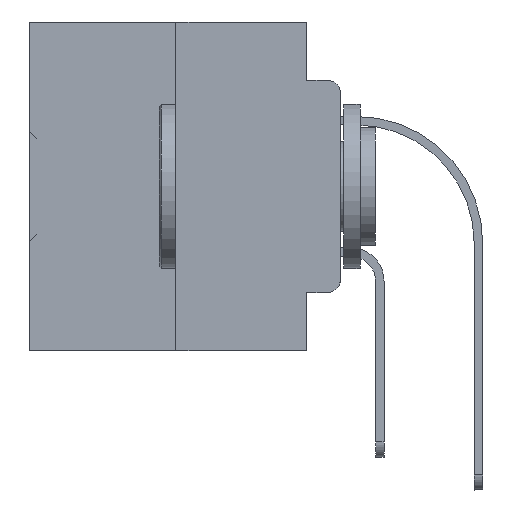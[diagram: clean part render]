
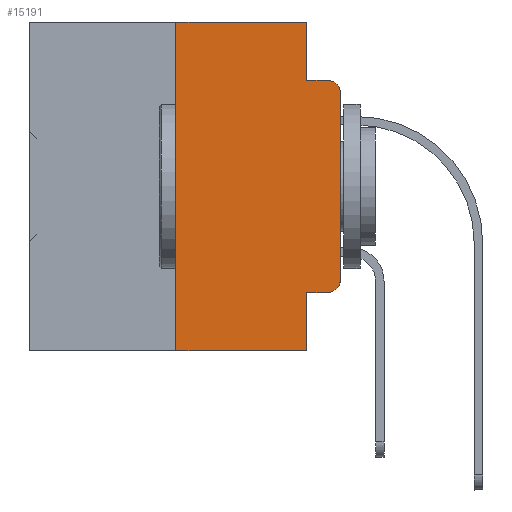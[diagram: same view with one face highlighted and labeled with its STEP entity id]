
A CAD part, left-side view. The second image highlights one B-rep face of the part: STEP entity #15191.
In plain terms, the highlighted planar face has unit normal (-1, 0, 0).
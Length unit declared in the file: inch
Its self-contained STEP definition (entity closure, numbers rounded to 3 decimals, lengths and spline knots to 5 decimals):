
#301 = AXIS2_PLACEMENT_3D ( 'NONE', #23987, #40151, #11396 ) ;
#834 = DIRECTION ( 'NONE',  ( 0., -1., 0. ) ) ;
#1054 = LINE ( 'NONE', #4179, #39560 ) ;
#1259 = ORIENTED_EDGE ( 'NONE', *, *, #37620, .F. ) ;
#1816 = DIRECTION ( 'NONE',  ( 0., -1., 0. ) ) ;
#1962 = VERTEX_POINT ( 'NONE', #30912 ) ;
#2446 = EDGE_CURVE ( 'NONE', #29873, #31225, #35023, .T. ) ;
#3890 = VERTEX_POINT ( 'NONE', #24613 ) ;
#3986 = EDGE_CURVE ( 'NONE', #18018, #3890, #39289, .T. ) ;
#4013 = VECTOR ( 'NONE', #9008, 39.37008 ) ;
#4179 = CARTESIAN_POINT ( 'NONE',  ( 0., 0.473, -0.5 ) ) ;
#4877 = DIRECTION ( 'NONE',  ( 0., 0., -1. ) ) ;
#5203 = CARTESIAN_POINT ( 'NONE',  ( 0., 0., -0.3915 ) ) ;
#5286 = VECTOR ( 'NONE', #23518, 39.37008 ) ;
#6264 = CARTESIAN_POINT ( 'NONE',  ( 0., 0.051, -0.4115 ) ) ;
#6413 = VERTEX_POINT ( 'NONE', #10868 ) ;
#6660 = ORIENTED_EDGE ( 'NONE', *, *, #7180, .F. ) ;
#7180 = EDGE_CURVE ( 'NONE', #21824, #21568, #20148, .T. ) ;
#7486 = LINE ( 'NONE', #36635, #14753 ) ;
#7774 = CARTESIAN_POINT ( 'NONE',  ( 0., 0.051, -0.5 ) ) ;
#8010 = VECTOR ( 'NONE', #21367, 39.37008 ) ;
#8385 = EDGE_CURVE ( 'NONE', #21824, #29873, #7486, .T. ) ;
#9008 = DIRECTION ( 'NONE',  ( 0., 0., -1. ) ) ;
#9983 = ORIENTED_EDGE ( 'NONE', *, *, #18400, .T. ) ;
#10685 = VERTEX_POINT ( 'NONE', #39488 ) ;
#10868 = CARTESIAN_POINT ( 'NONE',  ( 0., 0.25, -0.5 ) ) ;
#11396 = DIRECTION ( 'NONE',  ( 0., 0., -1. ) ) ;
#11534 = LINE ( 'NONE', #37136, #4013 ) ;
#12237 = EDGE_LOOP ( 'NONE', ( #18117, #9983, #26023, #16536, #13906, #1259, #15208, #6660, #33031, #18950 ) ) ;
#13379 = VECTOR ( 'NONE', #36815, 39.37008 ) ;
#13906 = ORIENTED_EDGE ( 'NONE', *, *, #23848, .F. ) ;
#14098 = CARTESIAN_POINT ( 'NONE',  ( 0., 0., -0.1085 ) ) ;
#14660 = DIRECTION ( 'NONE',  ( -1., 0., 0. ) ) ;
#14753 = VECTOR ( 'NONE', #1816, 39.37008 ) ;
#15191 = ADVANCED_FACE ( 'NONE', ( #17702 ), #36999, .F. ) ;
#15208 = ORIENTED_EDGE ( 'NONE', *, *, #33431, .T. ) ;
#15231 = CARTESIAN_POINT ( 'NONE',  ( 0., 0.02, -0.4115 ) ) ;
#15996 = DIRECTION ( 'NONE',  ( 0., 0., 1. ) ) ;
#16536 = ORIENTED_EDGE ( 'NONE', *, *, #33192, .F. ) ;
#17010 = CARTESIAN_POINT ( 'NONE',  ( 0., 0.051, 0. ) ) ;
#17596 = CARTESIAN_POINT ( 'NONE',  ( 0., 0.02, -0.1085 ) ) ;
#17702 = FACE_OUTER_BOUND ( 'NONE', #12237, .T. ) ;
#18018 = VERTEX_POINT ( 'NONE', #27925 ) ;
#18117 = ORIENTED_EDGE ( 'NONE', *, *, #29385, .T. ) ;
#18400 = EDGE_CURVE ( 'NONE', #36060, #3890, #23461, .T. ) ;
#18950 = ORIENTED_EDGE ( 'NONE', *, *, #2446, .T. ) ;
#19775 = CARTESIAN_POINT ( 'NONE',  ( 0., 0.051, -0.0885 ) ) ;
#20148 = LINE ( 'NONE', #17010, #5286 ) ;
#21367 = DIRECTION ( 'NONE',  ( 0., 0., 1. ) ) ;
#21568 = VERTEX_POINT ( 'NONE', #7774 ) ;
#21824 = VERTEX_POINT ( 'NONE', #6264 ) ;
#21893 = LINE ( 'NONE', #37856, #36532 ) ;
#23461 = CIRCLE ( 'NONE', #24788, 0.02 ) ;
#23518 = DIRECTION ( 'NONE',  ( 0., 0., -1. ) ) ;
#23544 = CARTESIAN_POINT ( 'NONE',  ( 0., 0.02, -0.3915 ) ) ;
#23848 = EDGE_CURVE ( 'NONE', #1962, #10685, #33878, .T. ) ;
#23987 = CARTESIAN_POINT ( 'NONE',  ( 0., 0.473, 0. ) ) ;
#24613 = CARTESIAN_POINT ( 'NONE',  ( 0., 0.02, -0.0885 ) ) ;
#24788 = AXIS2_PLACEMENT_3D ( 'NONE', #17596, #14660, #30814 ) ;
#26023 = ORIENTED_EDGE ( 'NONE', *, *, #3986, .F. ) ;
#27925 = CARTESIAN_POINT ( 'NONE',  ( 0., 0.051, -0.0885 ) ) ;
#29385 = EDGE_CURVE ( 'NONE', #31225, #36060, #41094, .T. ) ;
#29873 = VERTEX_POINT ( 'NONE', #15231 ) ;
#30456 = DIRECTION ( 'NONE',  ( -1., 0., 0. ) ) ;
#30814 = DIRECTION ( 'NONE',  ( 0., 0., -1. ) ) ;
#30912 = CARTESIAN_POINT ( 'NONE',  ( 0., 0.25, 0. ) ) ;
#31225 = VERTEX_POINT ( 'NONE', #5203 ) ;
#32578 = DIRECTION ( 'NONE',  ( 0., -1., 0. ) ) ;
#33031 = ORIENTED_EDGE ( 'NONE', *, *, #8385, .T. ) ;
#33192 = EDGE_CURVE ( 'NONE', #10685, #18018, #11534, .T. ) ;
#33431 = EDGE_CURVE ( 'NONE', #6413, #21568, #1054, .T. ) ;
#33459 = CARTESIAN_POINT ( 'NONE',  ( 0., 0.473, 0. ) ) ;
#33667 = AXIS2_PLACEMENT_3D ( 'NONE', #23544, #30456, #4877 ) ;
#33878 = LINE ( 'NONE', #33459, #13379 ) ;
#35023 = CIRCLE ( 'NONE', #33667, 0.02 ) ;
#36060 = VERTEX_POINT ( 'NONE', #14098 ) ;
#36264 = VECTOR ( 'NONE', #32578, 39.37008 ) ;
#36532 = VECTOR ( 'NONE', #15996, 39.37008 ) ;
#36635 = CARTESIAN_POINT ( 'NONE',  ( 0., 0.051, -0.4115 ) ) ;
#36815 = DIRECTION ( 'NONE',  ( 0., -1., 0. ) ) ;
#36999 = PLANE ( 'NONE',  #301 ) ;
#37136 = CARTESIAN_POINT ( 'NONE',  ( 0., 0.051, 0. ) ) ;
#37620 = EDGE_CURVE ( 'NONE', #6413, #1962, #21893, .T. ) ;
#37856 = CARTESIAN_POINT ( 'NONE',  ( 0., 0.25, 0. ) ) ;
#39289 = LINE ( 'NONE', #19775, #36264 ) ;
#39488 = CARTESIAN_POINT ( 'NONE',  ( 0., 0.051, 0. ) ) ;
#39560 = VECTOR ( 'NONE', #834, 39.37008 ) ;
#40151 = DIRECTION ( 'NONE',  ( 1., 0., 0. ) ) ;
#40890 = CARTESIAN_POINT ( 'NONE',  ( 0., 0., 0. ) ) ;
#41094 = LINE ( 'NONE', #40890, #8010 ) ;
